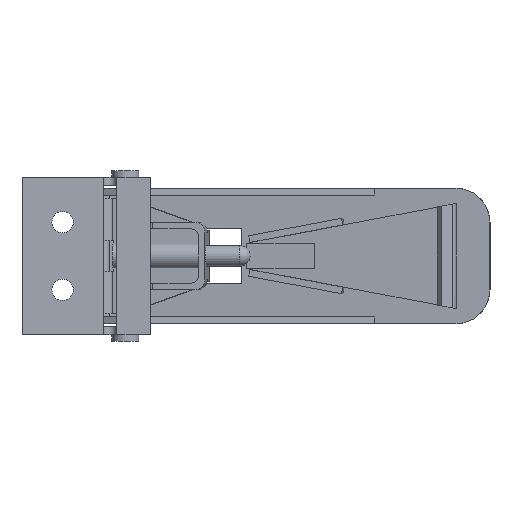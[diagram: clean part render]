
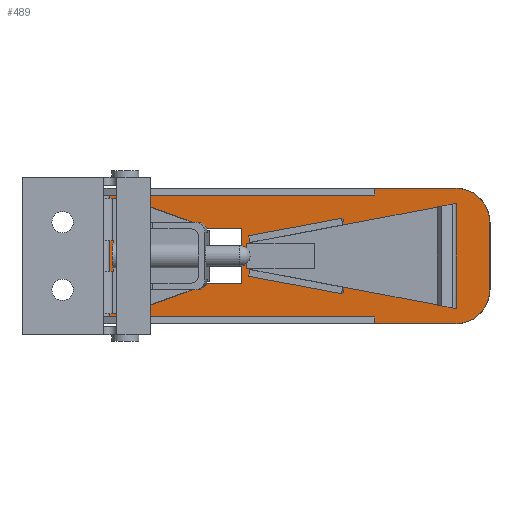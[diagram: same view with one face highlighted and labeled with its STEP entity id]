
A CAD part, front view. The second image highlights one B-rep face of the part: STEP entity #489.
In plain terms, the highlighted planar face has unit normal (-0.061, -0.998, 0).
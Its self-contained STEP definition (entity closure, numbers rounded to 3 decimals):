
#489 = ADVANCED_FACE( '', ( #999, #1000 ), #1001, .F. );
#999 = FACE_BOUND( '', #1561, .T. );
#1000 = FACE_OUTER_BOUND( '', #1562, .T. );
#1001 = PLANE( '', #1563 );
#1561 = EDGE_LOOP( '', ( #2655, #2656, #2657, #2658 ) );
#1562 = EDGE_LOOP( '', ( #2659, #2660, #2661, #2662, #2663, #2664, #2665, #2666, #2667, #2668 ) );
#1563 = AXIS2_PLACEMENT_3D( '', #2669, #2670, #2671 );
#2655 = ORIENTED_EDGE( '', *, *, #3767, .T. );
#2656 = ORIENTED_EDGE( '', *, *, #3768, .T. );
#2657 = ORIENTED_EDGE( '', *, *, #3769, .T. );
#2658 = ORIENTED_EDGE( '', *, *, #3546, .T. );
#2659 = ORIENTED_EDGE( '', *, *, #3667, .F. );
#2660 = ORIENTED_EDGE( '', *, *, #3770, .F. );
#2661 = ORIENTED_EDGE( '', *, *, #3441, .F. );
#2662 = ORIENTED_EDGE( '', *, *, #3721, .F. );
#2663 = ORIENTED_EDGE( '', *, *, #3771, .T. );
#2664 = ORIENTED_EDGE( '', *, *, #3648, .T. );
#2665 = ORIENTED_EDGE( '', *, *, #3772, .T. );
#2666 = ORIENTED_EDGE( '', *, *, #3773, .F. );
#2667 = ORIENTED_EDGE( '', *, *, #3774, .T. );
#2668 = ORIENTED_EDGE( '', *, *, #3653, .T. );
#2669 = CARTESIAN_POINT( '', ( 73.726, 2.091, 20. ) );
#2670 = DIRECTION( '', ( 0.061, 0.998, 0. ) );
#2671 = DIRECTION( '', ( -0.998, 0.061, 0. ) );
#3441 = EDGE_CURVE( '', #4124, #4125, #4126, .T. );
#3546 = EDGE_CURVE( '', #4297, #4295, #4298, .T. );
#3648 = EDGE_CURVE( '', #4462, #4460, #4463, .T. );
#3653 = EDGE_CURVE( '', #4470, #4468, #4471, .T. );
#3667 = EDGE_CURVE( '', #4492, #4468, #4493, .T. );
#3721 = EDGE_CURVE( '', #4562, #4124, #4563, .T. );
#3767 = EDGE_CURVE( '', #4295, #4628, #4629, .T. );
#3768 = EDGE_CURVE( '', #4628, #4630, #4631, .T. );
#3769 = EDGE_CURVE( '', #4630, #4297, #4632, .T. );
#3770 = EDGE_CURVE( '', #4125, #4492, #4633, .T. );
#3771 = EDGE_CURVE( '', #4562, #4462, #4634, .T. );
#3772 = EDGE_CURVE( '', #4460, #4635, #4636, .T. );
#3773 = EDGE_CURVE( '', #4637, #4635, #4638, .T. );
#3774 = EDGE_CURVE( '', #4637, #4470, #4639, .T. );
#4124 = VERTEX_POINT( '', #5070 );
#4125 = VERTEX_POINT( '', #5071 );
#4126 = CIRCLE( '', #5072, 10. );
#4295 = VERTEX_POINT( '', #5305 );
#4297 = VERTEX_POINT( '', #5308 );
#4298 = LINE( '', #5309, #5310 );
#4460 = VERTEX_POINT( '', #5529 );
#4462 = VERTEX_POINT( '', #5532 );
#4463 = LINE( '', #5533, #5534 );
#4468 = VERTEX_POINT( '', #5540 );
#4470 = VERTEX_POINT( '', #5543 );
#4471 = LINE( '', #5544, #5545 );
#4492 = VERTEX_POINT( '', #5572 );
#4493 = CIRCLE( '', #5573, 10. );
#4562 = VERTEX_POINT( '', #5664 );
#4563 = LINE( '', #5665, #5666 );
#4628 = VERTEX_POINT( '', #5760 );
#4629 = LINE( '', #5761, #5762 );
#4630 = VERTEX_POINT( '', #5763 );
#4631 = LINE( '', #5764, #5765 );
#4632 = LINE( '', #5766, #5767 );
#4633 = LINE( '', #5768, #5769 );
#4634 = LINE( '', #5770, #5771 );
#4635 = VERTEX_POINT( '', #5772 );
#4636 = LINE( '', #5773, #5774 );
#4637 = VERTEX_POINT( '', #5775 );
#4638 = LINE( '', #5776, #5777 );
#4639 = LINE( '', #5778, #5779 );
#5070 = CARTESIAN_POINT( '', ( 97.681, 0.618, 20. ) );
#5071 = CARTESIAN_POINT( '', ( 107.662, 0.004, 10. ) );
#5072 = AXIS2_PLACEMENT_3D( '', #6138, #6139, #6140 );
#5305 = CARTESIAN_POINT( '', ( 34.301, 4.517, 8. ) );
#5308 = CARTESIAN_POINT( '', ( 20.327, 5.377, 8. ) );
#5309 = CARTESIAN_POINT( '', ( 73.726, 2.091, 8. ) );
#5310 = VECTOR( '', #6263, 1000. );
#5529 = CARTESIAN_POINT( '', ( -6., 6.996, 18. ) );
#5532 = CARTESIAN_POINT( '', ( 73.726, 2.091, 18. ) );
#5533 = CARTESIAN_POINT( '', ( 107.662, 0.004, 18. ) );
#5534 = VECTOR( '', #6388, 1000. );
#5540 = CARTESIAN_POINT( '', ( 97.681, 0.618, -20. ) );
#5543 = CARTESIAN_POINT( '', ( 73.726, 2.091, -20. ) );
#5544 = CARTESIAN_POINT( '', ( 73.726, 2.091, -20. ) );
#5545 = VECTOR( '', #6394, 1000. );
#5572 = CARTESIAN_POINT( '', ( 107.662, 0.004, -10. ) );
#5573 = AXIS2_PLACEMENT_3D( '', #6413, #6414, #6415 );
#5664 = CARTESIAN_POINT( '', ( 73.726, 2.091, 20. ) );
#5665 = CARTESIAN_POINT( '', ( 73.726, 2.091, 20. ) );
#5666 = VECTOR( '', #6480, 1000. );
#5760 = CARTESIAN_POINT( '', ( 34.301, 4.517, -8. ) );
#5761 = CARTESIAN_POINT( '', ( 34.301, 4.517, 20. ) );
#5762 = VECTOR( '', #6525, 1000. );
#5763 = CARTESIAN_POINT( '', ( 20.327, 5.377, -8. ) );
#5764 = CARTESIAN_POINT( '', ( 73.726, 2.091, -8. ) );
#5765 = VECTOR( '', #6526, 1000. );
#5766 = CARTESIAN_POINT( '', ( 20.327, 5.377, 20. ) );
#5767 = VECTOR( '', #6527, 1000. );
#5768 = CARTESIAN_POINT( '', ( 107.662, 0.004, 20. ) );
#5769 = VECTOR( '', #6528, 1000. );
#5770 = CARTESIAN_POINT( '', ( 73.726, 2.091, 20. ) );
#5771 = VECTOR( '', #6529, 1000. );
#5772 = CARTESIAN_POINT( '', ( -6., 6.996, -18. ) );
#5773 = CARTESIAN_POINT( '', ( -6., 6.996, 20. ) );
#5774 = VECTOR( '', #6530, 1000. );
#5775 = CARTESIAN_POINT( '', ( 73.726, 2.091, -18. ) );
#5776 = CARTESIAN_POINT( '', ( 107.662, 0.004, -18. ) );
#5777 = VECTOR( '', #6531, 1000. );
#5778 = CARTESIAN_POINT( '', ( 73.726, 2.091, 20. ) );
#5779 = VECTOR( '', #6532, 1000. );
#6138 = CARTESIAN_POINT( '', ( 97.681, 0.618, 10. ) );
#6139 = DIRECTION( '', ( 0.061, 0.998, 0. ) );
#6140 = DIRECTION( '', ( -0.998, 0.061, 0. ) );
#6263 = DIRECTION( '', ( 0.998, -0.061, 0. ) );
#6388 = DIRECTION( '', ( -0.998, 0.061, 0. ) );
#6394 = DIRECTION( '', ( 0.998, -0.061, 0. ) );
#6413 = CARTESIAN_POINT( '', ( 97.681, 0.618, -10. ) );
#6414 = DIRECTION( '', ( 0.061, 0.998, 0. ) );
#6415 = DIRECTION( '', ( -0.998, 0.061, 0. ) );
#6480 = DIRECTION( '', ( 0.998, -0.061, 0. ) );
#6525 = DIRECTION( '', ( 0., 0., -1. ) );
#6526 = DIRECTION( '', ( -0.998, 0.061, 0. ) );
#6527 = DIRECTION( '', ( 0., 0., 1. ) );
#6528 = DIRECTION( '', ( 0., 0., -1. ) );
#6529 = DIRECTION( '', ( 0., 0., -1. ) );
#6530 = DIRECTION( '', ( 0., 0., -1. ) );
#6531 = DIRECTION( '', ( -0.998, 0.061, 0. ) );
#6532 = DIRECTION( '', ( 0., 0., -1. ) );
